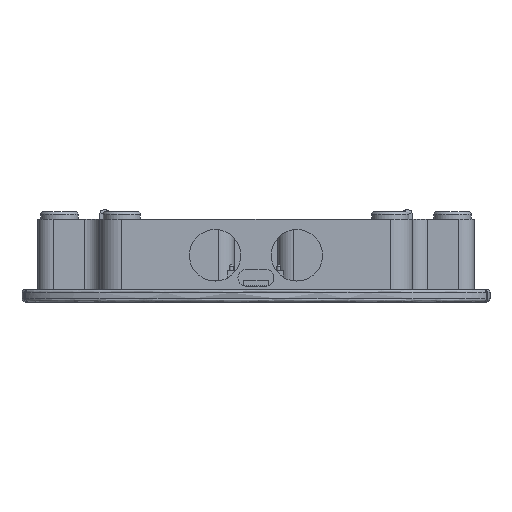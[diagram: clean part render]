
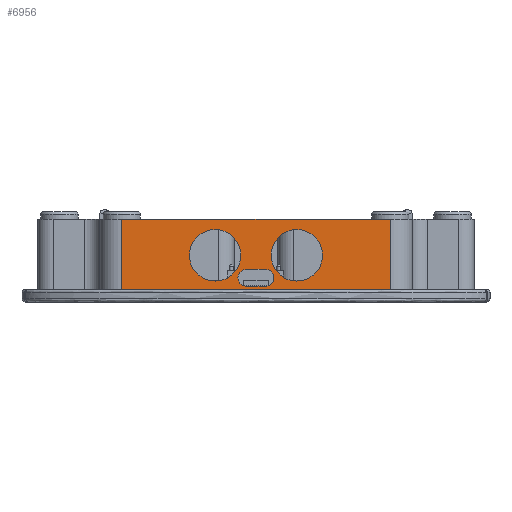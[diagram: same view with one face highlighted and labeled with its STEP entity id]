
A CAD part, left-side view. The second image highlights one B-rep face of the part: STEP entity #6956.
In plain terms, the highlighted planar face has unit normal (-1, 0, 0).
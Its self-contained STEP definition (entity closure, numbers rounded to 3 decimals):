
#127=FACE_BOUND('',#1192,.T.);
#128=FACE_BOUND('',#1193,.T.);
#129=FACE_BOUND('',#1194,.T.);
#377=PLANE('',#7629);
#727=FACE_OUTER_BOUND('',#1191,.T.);
#1191=EDGE_LOOP('',(#6003,#6004,#6005,#6006));
#1192=EDGE_LOOP('',(#6007));
#1193=EDGE_LOOP('',(#6008));
#1194=EDGE_LOOP('',(#6009,#6010,#6011,#6012));
#1537=LINE('',#11121,#2171);
#1583=LINE('',#11357,#2217);
#1611=LINE('',#11449,#2245);
#1806=LINE('',#11978,#2440);
#1808=LINE('',#11986,#2442);
#1842=LINE('',#12069,#2476);
#2171=VECTOR('',#8460,10.);
#2217=VECTOR('',#8712,10.);
#2245=VECTOR('',#8808,10.);
#2440=VECTOR('',#9349,10.);
#2442=VECTOR('',#9359,10.);
#2476=VECTOR('',#9451,4.3);
#2842=CIRCLE('',#7595,2.75);
#2843=CIRCLE('',#7598,2.75);
#2845=CIRCLE('',#7602,8.25);
#2847=CIRCLE('',#7609,8.25);
#3157=VERTEX_POINT('',#11118);
#3158=VERTEX_POINT('',#11120);
#3245=VERTEX_POINT('',#11356);
#3275=VERTEX_POINT('',#11448);
#3431=VERTEX_POINT('',#11965);
#3434=VERTEX_POINT('',#11970);
#3436=VERTEX_POINT('',#11976);
#3438=VERTEX_POINT('',#11981);
#3439=VERTEX_POINT('',#11989);
#3445=VERTEX_POINT('',#12011);
#3911=EDGE_CURVE('',#3157,#3158,#1537,.T.);
#4024=EDGE_CURVE('',#3158,#3245,#1583,.T.);
#4068=EDGE_CURVE('',#3157,#3275,#1611,.T.);
#4325=EDGE_CURVE('',#3431,#3434,#2842,.T.);
#4328=EDGE_CURVE('',#3434,#3436,#1806,.T.);
#4330=EDGE_CURVE('',#3436,#3438,#2843,.T.);
#4332=EDGE_CURVE('',#3438,#3431,#1808,.T.);
#4334=EDGE_CURVE('',#3439,#3439,#2845,.T.);
#4345=EDGE_CURVE('',#3445,#3445,#2847,.T.);
#4374=EDGE_CURVE('',#3245,#3275,#1842,.T.);
#6003=ORIENTED_EDGE('',*,*,#3911,.F.);
#6004=ORIENTED_EDGE('',*,*,#4068,.T.);
#6005=ORIENTED_EDGE('',*,*,#4374,.F.);
#6006=ORIENTED_EDGE('',*,*,#4024,.F.);
#6007=ORIENTED_EDGE('',*,*,#4345,.T.);
#6008=ORIENTED_EDGE('',*,*,#4334,.T.);
#6009=ORIENTED_EDGE('',*,*,#4328,.T.);
#6010=ORIENTED_EDGE('',*,*,#4330,.T.);
#6011=ORIENTED_EDGE('',*,*,#4332,.T.);
#6012=ORIENTED_EDGE('',*,*,#4325,.T.);
#6956=ADVANCED_FACE('',(#727,#127,#128,#129),#377,.F.);
#7595=AXIS2_PLACEMENT_3D('',#11972,#9343,#9344);
#7598=AXIS2_PLACEMENT_3D('',#11983,#9353,#9354);
#7602=AXIS2_PLACEMENT_3D('',#11990,#9363,#9364);
#7609=AXIS2_PLACEMENT_3D('',#12012,#9386,#9387);
#7629=AXIS2_PLACEMENT_3D('',#12068,#9449,#9450);
#8460=DIRECTION('',(0.,1.,0.));
#8712=DIRECTION('',(0.,0.,1.));
#8808=DIRECTION('',(0.,0.,1.));
#9343=DIRECTION('center_axis',(1.,0.,0.));
#9344=DIRECTION('ref_axis',(0.,0.,
-1.));
#9349=DIRECTION('',(0.,1.,0.));
#9353=DIRECTION('center_axis',(1.,0.,0.));
#9354=DIRECTION('ref_axis',(0.,0.,
-1.));
#9359=DIRECTION('',(0.,-1.,0.));
#9363=DIRECTION('center_axis',(1.,0.,0.));
#9364=DIRECTION('ref_axis',(0.,0.,
-1.));
#9386=DIRECTION('center_axis',(1.,0.,0.));
#9387=DIRECTION('ref_axis',(0.,0.,
-1.));
#9449=DIRECTION('center_axis',(1.,0.,0.));
#9450=DIRECTION('ref_axis',(0.,0.,-1.));
#9451=DIRECTION('',(0.,-1.,0.));
#11118=CARTESIAN_POINT('',(-95.,-35.,4.));
#11120=CARTESIAN_POINT('',(-95.,51.,4.));
#11121=CARTESIAN_POINT('',(-95.,8.,4.));
#11356=CARTESIAN_POINT('',(-95.,51.,26.5));
#11357=CARTESIAN_POINT('',(-95.,51.,4.));
#11448=CARTESIAN_POINT('',(-95.,-35.,26.5));
#11449=CARTESIAN_POINT('',(-95.,-35.,4.));
#11965=CARTESIAN_POINT('',(-95.,5.031,10.512));
#11970=CARTESIAN_POINT('',(-95.,5.031,5.012));
#11972=CARTESIAN_POINT('Origin',(-95.,4.981,7.762));
#11976=CARTESIAN_POINT('',(-95.,11.031,5.012));
#11978=CARTESIAN_POINT('',(-95.,8.015,5.012));
#11981=CARTESIAN_POINT('',(-95.,11.031,10.512));
#11983=CARTESIAN_POINT('Origin',(-95.,11.031,7.762));
#11986=CARTESIAN_POINT('',(-95.,8.015,10.512));
#11989=CARTESIAN_POINT('',(-95.,21.081,23.212));
#11990=CARTESIAN_POINT('Origin',(-95.,21.081,14.962));
#12011=CARTESIAN_POINT('',(-95.,-5.069,23.212));
#12012=CARTESIAN_POINT('Origin',(-95.,-5.069,14.962));
#12068=CARTESIAN_POINT('Origin',(-95.,8.,15.25));
#12069=CARTESIAN_POINT('',(-95.,8.,26.5));
